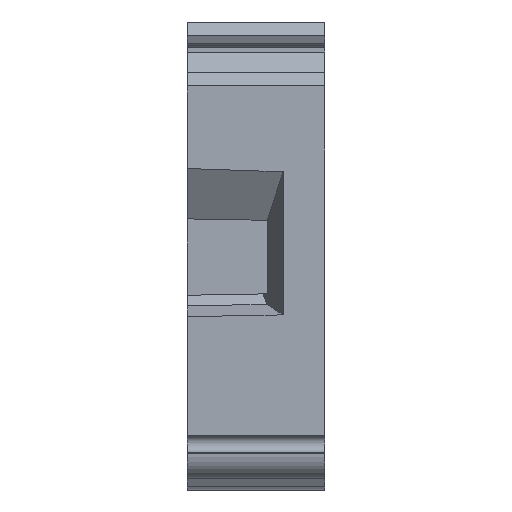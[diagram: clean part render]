
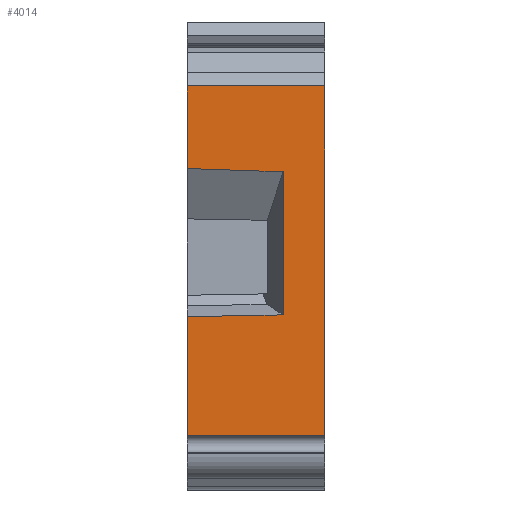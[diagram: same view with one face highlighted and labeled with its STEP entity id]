
A CAD part, front view. The second image highlights one B-rep face of the part: STEP entity #4014.
In plain terms, the highlighted planar face has unit normal (0, -1, 0).
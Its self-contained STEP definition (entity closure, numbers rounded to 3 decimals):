
#3968=AXIS2_PLACEMENT_3D('Plane Axis2P3D',#3965,#3966,#3967) ;
#900=CARTESIAN_POINT('Vertex',(12.9,0.,37.9)) ;
#903=CARTESIAN_POINT('Line Origine',(12.9,0.,21.522)) ;
#907=CARTESIAN_POINT('Vertex',(12.9,0.,5.144)) ;
#1950=CARTESIAN_POINT('Vertex',(0.,0.,5.144)) ;
#1953=CARTESIAN_POINT('Line Origine',(0.,0.,10.702)) ;
#1957=CARTESIAN_POINT('Vertex',(0.,0.,16.261)) ;
#1999=CARTESIAN_POINT('Vertex',(0.,0.,30.155)) ;
#2002=CARTESIAN_POINT('Line Origine',(0.,0.,34.028)) ;
#2006=CARTESIAN_POINT('Vertex',(0.,0.,37.9)) ;
#2826=CARTESIAN_POINT('Vertex',(9.,0.,29.849)) ;
#2829=CARTESIAN_POINT('Line Origine',(4.5,0.,30.002)) ;
#2908=CARTESIAN_POINT('Vertex',(9.,0.,16.428)) ;
#2911=CARTESIAN_POINT('Line Origine',(4.5,0.,16.344)) ;
#3529=CARTESIAN_POINT('Line Origine',(9.,0.,23.138)) ;
#3965=CARTESIAN_POINT('Axis2P3D Location',(0.,0.,5.144)) ;
#3987=CARTESIAN_POINT('Line Origine',(6.45,0.,5.144)) ;
#3999=CARTESIAN_POINT('Line Origine',(6.45,0.,37.9)) ;
#904=DIRECTION('Vector Direction',(0.,0.,1.)) ;
#1954=DIRECTION('Vector Direction',(0.,0.,1.)) ;
#2003=DIRECTION('Vector Direction',(0.,0.,1.)) ;
#2830=DIRECTION('Vector Direction',(-0.999,0.,0.034)) ;
#2912=DIRECTION('Vector Direction',(-1.,0.,-0.019)) ;
#3530=DIRECTION('Vector Direction',(0.,0.,-1.)) ;
#3966=DIRECTION('Axis2P3D Direction',(0.,-1.,0.)) ;
#3967=DIRECTION('Axis2P3D XDirection',(0.,0.,1.)) ;
#3988=DIRECTION('Vector Direction',(1.,0.,0.)) ;
#4000=DIRECTION('Vector Direction',(-1.,0.,0.)) ;
#905=VECTOR('Line Direction',#904,1.) ;
#1955=VECTOR('Line Direction',#1954,1.) ;
#2004=VECTOR('Line Direction',#2003,1.) ;
#2831=VECTOR('Line Direction',#2830,1.) ;
#2913=VECTOR('Line Direction',#2912,1.) ;
#3531=VECTOR('Line Direction',#3530,1.) ;
#3989=VECTOR('Line Direction',#3988,1.) ;
#4001=VECTOR('Line Direction',#4000,1.) ;
#4005=ORIENTED_EDGE('',*,*,#3991,.F.) ;
#4006=ORIENTED_EDGE('',*,*,#909,.F.) ;
#4007=ORIENTED_EDGE('',*,*,#4003,.T.) ;
#4008=ORIENTED_EDGE('',*,*,#2008,.T.) ;
#4009=ORIENTED_EDGE('',*,*,#2833,.F.) ;
#4010=ORIENTED_EDGE('',*,*,#3533,.T.) ;
#4011=ORIENTED_EDGE('',*,*,#2915,.T.) ;
#4012=ORIENTED_EDGE('',*,*,#1959,.T.) ;
#4014=ADVANCED_FACE('06055_KLTR_SAKS1/35.1\\Koerper.2',(#4013),#3969,.T.) ;
#909=EDGE_CURVE('',#901,#908,#906,.F.) ;
#1959=EDGE_CURVE('',#1958,#1951,#1956,.F.) ;
#2008=EDGE_CURVE('',#2007,#2000,#2005,.F.) ;
#2833=EDGE_CURVE('',#2827,#2000,#2832,.T.) ;
#2915=EDGE_CURVE('',#2909,#1958,#2914,.T.) ;
#3533=EDGE_CURVE('',#2827,#2909,#3532,.T.) ;
#3991=EDGE_CURVE('',#908,#1951,#3990,.F.) ;
#4003=EDGE_CURVE('',#901,#2007,#4002,.T.) ;
#4004=EDGE_LOOP('',(#4005,#4006,#4007,#4008,#4009,#4010,#4011,#4012)) ;
#4013=FACE_OUTER_BOUND('',#4004,.T.) ;
#906=LINE('Line',#903,#905) ;
#1956=LINE('Line',#1953,#1955) ;
#2005=LINE('Line',#2002,#2004) ;
#2832=LINE('Line',#2829,#2831) ;
#2914=LINE('Line',#2911,#2913) ;
#3532=LINE('Line',#3529,#3531) ;
#3990=LINE('Line',#3987,#3989) ;
#4002=LINE('Line',#3999,#4001) ;
#3969=PLANE('',#3968) ;
#901=VERTEX_POINT('',#900) ;
#908=VERTEX_POINT('',#907) ;
#1951=VERTEX_POINT('',#1950) ;
#1958=VERTEX_POINT('',#1957) ;
#2000=VERTEX_POINT('',#1999) ;
#2007=VERTEX_POINT('',#2006) ;
#2827=VERTEX_POINT('',#2826) ;
#2909=VERTEX_POINT('',#2908) ;
